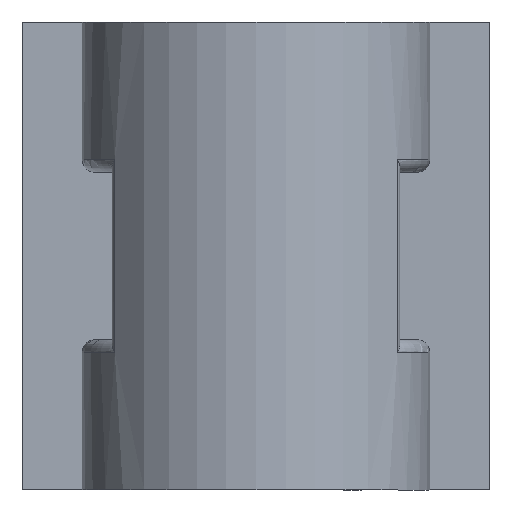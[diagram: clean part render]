
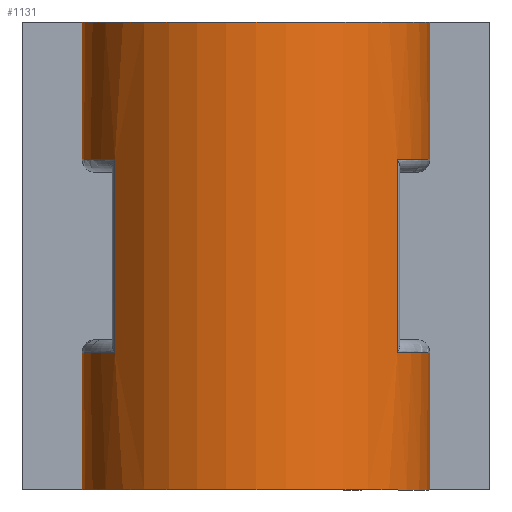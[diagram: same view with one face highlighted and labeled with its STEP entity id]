
A CAD part, left-side view. The second image highlights one B-rep face of the part: STEP entity #1131.
In plain terms, the highlighted cylindrical face has radius 2.6 mm (diameter 5.2 mm), a partial arc.
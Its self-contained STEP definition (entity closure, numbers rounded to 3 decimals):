
#18=CYLINDRICAL_SURFACE('',#1224,2.6);
#33=CIRCLE('',#1192,2.6);
#36=CIRCLE('',#1196,2.6);
#37=CIRCLE('',#1198,2.6);
#44=CIRCLE('',#1210,2.6);
#45=CIRCLE('',#1212,2.6);
#52=CIRCLE('',#1225,2.6);
#113=FACE_OUTER_BOUND('',#168,.T.);
#168=EDGE_LOOP('',(#999,#1000,#1001,#1002,#1003,#1004,#1005,#1006,#1007,
#1008,#1009,#1010));
#264=LINE('',#1721,#398);
#267=LINE('',#1726,#401);
#273=LINE('',#1742,#407);
#276=LINE('',#1747,#410);
#295=LINE('',#1828,#429);
#300=LINE('',#1885,#434);
#398=VECTOR('',#1391,10.);
#401=VECTOR('',#1394,10.);
#407=VECTOR('',#1404,10.);
#410=VECTOR('',#1407,10.);
#429=VECTOR('',#1460,10.);
#434=VECTOR('',#1493,10.);
#506=VERTEX_POINT('',#1718);
#507=VERTEX_POINT('',#1720);
#508=VERTEX_POINT('',#1723);
#509=VERTEX_POINT('',#1725);
#516=VERTEX_POINT('',#1739);
#517=VERTEX_POINT('',#1741);
#518=VERTEX_POINT('',#1744);
#519=VERTEX_POINT('',#1746);
#532=VERTEX_POINT('',#1790);
#533=VERTEX_POINT('',#1809);
#540=VERTEX_POINT('',#1847);
#541=VERTEX_POINT('',#1866);
#641=EDGE_CURVE('',#506,#507,#264,.T.);
#644=EDGE_CURVE('',#508,#509,#267,.T.);
#652=EDGE_CURVE('',#516,#517,#273,.T.);
#655=EDGE_CURVE('',#518,#519,#276,.T.);
#675=EDGE_CURVE('',#507,#518,#33,.T.);
#678=EDGE_CURVE('',#519,#532,#36,.T.);
#680=EDGE_CURVE('',#533,#516,#37,.T.);
#683=EDGE_CURVE('',#532,#533,#295,.T.);
#693=EDGE_CURVE('',#509,#540,#44,.T.);
#695=EDGE_CURVE('',#541,#506,#45,.T.);
#698=EDGE_CURVE('',#540,#541,#300,.T.);
#708=EDGE_CURVE('',#517,#508,#52,.T.);
#999=ORIENTED_EDGE('',*,*,#678,.F.);
#1000=ORIENTED_EDGE('',*,*,#655,.F.);
#1001=ORIENTED_EDGE('',*,*,#675,.F.);
#1002=ORIENTED_EDGE('',*,*,#641,.F.);
#1003=ORIENTED_EDGE('',*,*,#695,.F.);
#1004=ORIENTED_EDGE('',*,*,#698,.F.);
#1005=ORIENTED_EDGE('',*,*,#693,.F.);
#1006=ORIENTED_EDGE('',*,*,#644,.F.);
#1007=ORIENTED_EDGE('',*,*,#708,.F.);
#1008=ORIENTED_EDGE('',*,*,#652,.F.);
#1009=ORIENTED_EDGE('',*,*,#680,.F.);
#1010=ORIENTED_EDGE('',*,*,#683,.F.);
#1131=ADVANCED_FACE('',(#113),#18,.T.);
#1192=AXIS2_PLACEMENT_3D('',#1785,#1442,#1443);
#1196=AXIS2_PLACEMENT_3D('',#1791,#1450,#1451);
#1198=AXIS2_PLACEMENT_3D('',#1810,#1454,#1455);
#1210=AXIS2_PLACEMENT_3D('',#1848,#1483,#1484);
#1212=AXIS2_PLACEMENT_3D('',#1867,#1487,#1488);
#1224=AXIS2_PLACEMENT_3D('',#1903,#1516,#1517);
#1225=AXIS2_PLACEMENT_3D('',#1904,#1518,#1519);
#1391=DIRECTION('',(0.,0.,-1.));
#1394=DIRECTION('',(0.,0.,-1.));
#1404=DIRECTION('',(0.,0.,1.));
#1407=DIRECTION('',(0.,0.,1.));
#1442=DIRECTION('center_axis',(0.,0.,
-1.));
#1443=DIRECTION('ref_axis',(0.,-1.,0.));
#1450=DIRECTION('center_axis',(0.,0.,
1.));
#1451=DIRECTION('ref_axis',(-0.238,0.971,0.));
#1454=DIRECTION('center_axis',(0.,0.,
-1.));
#1455=DIRECTION('ref_axis',(-0.238,0.971,0.));
#1460=DIRECTION('',(0.,0.,1.));
#1483=DIRECTION('center_axis',(0.,0.,
-1.));
#1484=DIRECTION('ref_axis',(-0.238,-0.971,0.));
#1487=DIRECTION('center_axis',(0.,0.,
1.));
#1488=DIRECTION('ref_axis',(-0.238,-0.971,0.));
#1493=DIRECTION('',(0.,0.,-1.));
#1516=DIRECTION('center_axis',(0.,0.,
-1.));
#1517=DIRECTION('ref_axis',(0.,-1.,0.));
#1518=DIRECTION('center_axis',(0.,0.,
1.));
#1519=DIRECTION('ref_axis',(0.,-1.,0.));
#1718=CARTESIAN_POINT('',(-2.8,-13.066,-0.558));
#1720=CARTESIAN_POINT('',(-2.8,-13.066,-2.608));
#1721=CARTESIAN_POINT('',(-2.8,-13.066,4.392));
#1723=CARTESIAN_POINT('',(-2.8,-13.066,4.392));
#1725=CARTESIAN_POINT('',(-2.8,-13.066,2.342));
#1726=CARTESIAN_POINT('',(-2.8,-13.066,4.392));
#1739=CARTESIAN_POINT('',(-2.8,-7.866,2.342));
#1741=CARTESIAN_POINT('',(-2.8,-7.866,4.392));
#1742=CARTESIAN_POINT('',(-2.8,-7.866,4.392));
#1744=CARTESIAN_POINT('',(-2.8,-7.866,-2.608));
#1746=CARTESIAN_POINT('',(-2.8,-7.866,-0.558));
#1747=CARTESIAN_POINT('',(-2.8,-7.866,4.392));
#1785=CARTESIAN_POINT('Origin',(-2.8,-10.466,-2.608));
#1790=CARTESIAN_POINT('',(-4.317,-8.354,-0.558));
#1791=CARTESIAN_POINT('Origin',(-2.8,-10.466,-0.558));
#1809=CARTESIAN_POINT('',(-4.317,-8.354,2.342));
#1810=CARTESIAN_POINT('Origin',(-2.8,-10.466,2.342));
#1828=CARTESIAN_POINT('',(-4.317,-8.354,4.392));
#1847=CARTESIAN_POINT('',(-4.317,-12.578,2.342));
#1848=CARTESIAN_POINT('Origin',(-2.8,-10.466,2.342));
#1866=CARTESIAN_POINT('',(-4.317,-12.578,-0.558));
#1867=CARTESIAN_POINT('Origin',(-2.8,-10.466,-0.558));
#1885=CARTESIAN_POINT('',(-4.317,-12.578,4.392));
#1903=CARTESIAN_POINT('Origin',(-2.8,-10.466,4.392));
#1904=CARTESIAN_POINT('Origin',(-2.8,-10.466,4.392));
